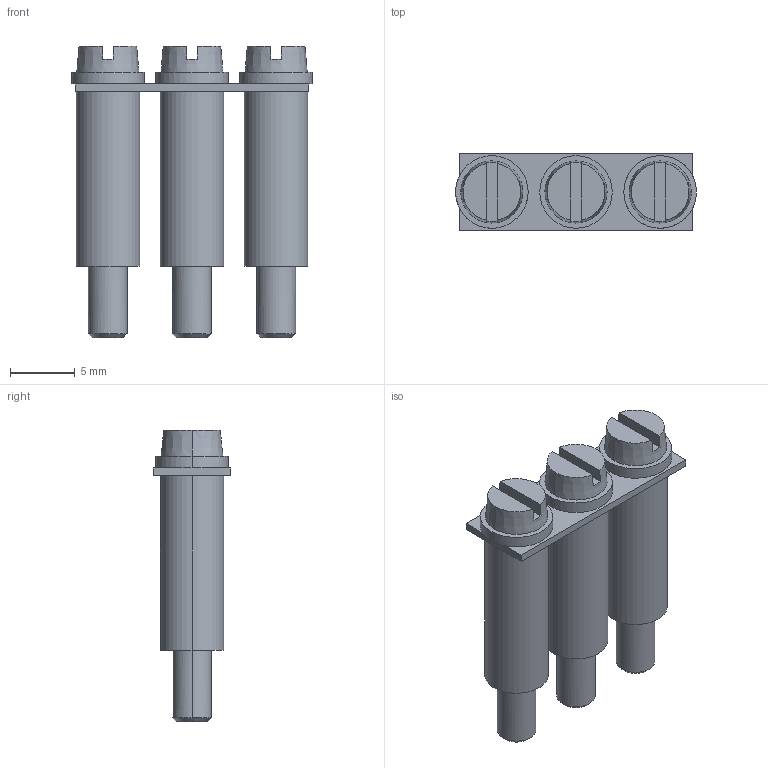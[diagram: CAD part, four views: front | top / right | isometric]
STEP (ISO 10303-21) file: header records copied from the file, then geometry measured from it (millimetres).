
FILE_DESCRIPTION(('CATIA V5 STEP Exchange','CAx-IF Rec.Pracs.--- Model Styling and Organization---1.5--- 2016-08-15','CAx-IF Rec.Pracs.---Supplemental Geometry---1.0---2011-11-01','CAx-IF Rec.Pracs.--- Composite Materials ---1.1---2010-07-15'),'2;1');
FILE_NAME ('001808-2_0', '2025-09-19T07:17:31+00:00', ('none'), ('Weidmueller'), 'CATIA Version 5-6 Release 2024 SP4', 'CATIA V5 STEP AP214 v3', 'none');
FILE_SCHEMA(('AUTOMOTIVE_DESIGN { 1 0 10303 214 1 1 1 1 }'));
Length unit declared in the file: millimetre
Products named in the file (1): 0336800000_Q_3_SAK4 
Bounding box: 18.6 x 6 x 22.5 mm (x, y, z)
Volume: 1045.2 mm3; surface area: 1714.8 mm2
Topology: 1 solids, 1 shells, 89 faces, 224 edges, 144 vertices
Faces by surface type: plane 41, cylinder 36, cone 12
Entity records: 2617 total; most frequent: CARTESIAN_POINT 696, ORIENTED_EDGE 448, DIRECTION 280, EDGE_CURVE 224, VERTEX_POINT 144, AXIS2_PLACEMENT_3D 139, EDGE_LOOP 102, VECTOR 100
